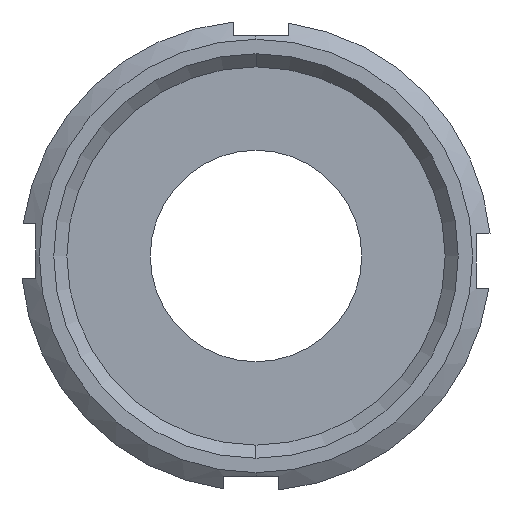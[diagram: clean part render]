
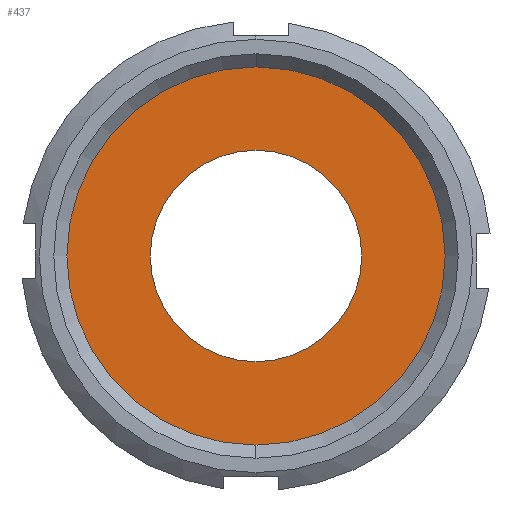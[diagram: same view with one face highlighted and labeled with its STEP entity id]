
A CAD part, left-side view. The second image highlights one B-rep face of the part: STEP entity #437.
In plain terms, the highlighted planar face has unit normal (-1, 0, 0).
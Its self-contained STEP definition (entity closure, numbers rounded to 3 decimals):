
#12 = AXIS2_PLACEMENT_3D ( 'NONE', #378, #284, #726 ) ;
#63 = DIRECTION ( 'NONE',  ( 0., 0., 1. ) ) ;
#67 = CARTESIAN_POINT ( 'NONE',  ( 10.371, 0., 0. ) ) ;
#134 = ORIENTED_EDGE ( 'NONE', *, *, #607, .F. ) ;
#174 = CARTESIAN_POINT ( 'NONE',  ( 10.371, 0., -20.928 ) ) ;
#178 = ORIENTED_EDGE ( 'NONE', *, *, #752, .T. ) ;
#187 = CIRCLE ( 'NONE', #653, 11.5 ) ;
#190 = AXIS2_PLACEMENT_3D ( 'NONE', #633, #725, #981 ) ;
#229 = EDGE_LOOP ( 'NONE', ( #134, #1029 ) ) ;
#243 = CIRCLE ( 'NONE', #997, 20.928 ) ;
#267 = VERTEX_POINT ( 'NONE', #990 ) ;
#284 = DIRECTION ( 'NONE',  ( 1., 0., 0. ) ) ;
#292 = FACE_OUTER_BOUND ( 'NONE', #549, .T. ) ;
#303 = PLANE ( 'NONE',  #12 ) ;
#308 = FACE_BOUND ( 'NONE', #229, .T. ) ;
#378 = CARTESIAN_POINT ( 'NONE',  ( 10.371, 20.928, 0. ) ) ;
#437 = ADVANCED_FACE ( 'NONE', ( #308, #292 ), #303, .F. ) ;
#455 = VERTEX_POINT ( 'NONE', #965 ) ;
#543 = AXIS2_PLACEMENT_3D ( 'NONE', #868, #1034, #706 ) ;
#549 = EDGE_LOOP ( 'NONE', ( #739, #178 ) ) ;
#591 = EDGE_CURVE ( 'NONE', #455, #1058, #243, .T. ) ;
#593 = VERTEX_POINT ( 'NONE', #935 ) ;
#597 = DIRECTION ( 'NONE',  ( 0., 0., 1. ) ) ;
#607 = EDGE_CURVE ( 'NONE', #267, #593, #187, .T. ) ;
#633 = CARTESIAN_POINT ( 'NONE',  ( 10.371, 0., 0. ) ) ;
#653 = AXIS2_PLACEMENT_3D ( 'NONE', #67, #673, #63 ) ;
#673 = DIRECTION ( 'NONE',  ( -1., 0., 0. ) ) ;
#706 = DIRECTION ( 'NONE',  ( 0., 0., 1. ) ) ;
#722 = CIRCLE ( 'NONE', #543, 20.928 ) ;
#725 = DIRECTION ( 'NONE',  ( -1., 0., 0. ) ) ;
#726 = DIRECTION ( 'NONE',  ( 0., 0., -1. ) ) ;
#739 = ORIENTED_EDGE ( 'NONE', *, *, #591, .T. ) ;
#752 = EDGE_CURVE ( 'NONE', #1058, #455, #722, .T. ) ;
#834 = DIRECTION ( 'NONE',  ( -1., 0., 0. ) ) ;
#868 = CARTESIAN_POINT ( 'NONE',  ( 10.371, 0., 0. ) ) ;
#885 = EDGE_CURVE ( 'NONE', #593, #267, #1106, .T. ) ;
#935 = CARTESIAN_POINT ( 'NONE',  ( 10.371, 0., -11.5 ) ) ;
#965 = CARTESIAN_POINT ( 'NONE',  ( 10.371, 0., 20.928 ) ) ;
#981 = DIRECTION ( 'NONE',  ( 0., 0., 1. ) ) ;
#990 = CARTESIAN_POINT ( 'NONE',  ( 10.371, 0., 11.5 ) ) ;
#997 = AXIS2_PLACEMENT_3D ( 'NONE', #1100, #834, #597 ) ;
#1029 = ORIENTED_EDGE ( 'NONE', *, *, #885, .F. ) ;
#1034 = DIRECTION ( 'NONE',  ( -1., 0., 0. ) ) ;
#1058 = VERTEX_POINT ( 'NONE', #174 ) ;
#1100 = CARTESIAN_POINT ( 'NONE',  ( 10.371, 0., 0. ) ) ;
#1106 = CIRCLE ( 'NONE', #190, 11.5 ) ;
